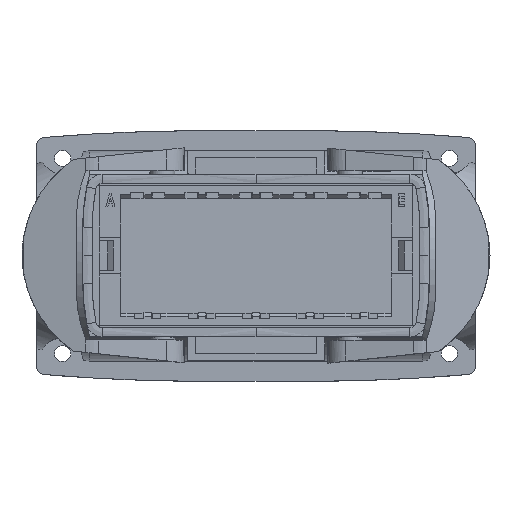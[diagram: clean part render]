
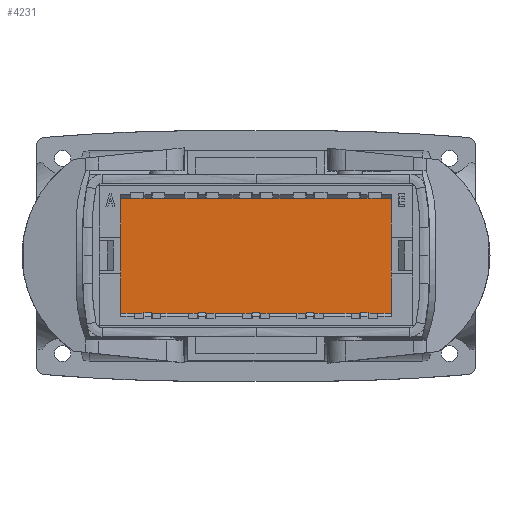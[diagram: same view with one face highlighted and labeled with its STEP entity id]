
A CAD part, top view. The second image highlights one B-rep face of the part: STEP entity #4231.
In plain terms, the highlighted planar face has unit normal (0, 0, 1).
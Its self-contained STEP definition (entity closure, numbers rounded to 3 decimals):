
#4231=ADVANCED_FACE('',(#5352),#4850,.F.);
#4850=PLANE('',#17960);
#5352=FACE_OUTER_BOUND('',#6008,.T.);
#6008=EDGE_LOOP('',(#7189,#7190,#7191,#7192));
#7189=ORIENTED_EDGE('',*,*,#11761,.F.);
#7190=ORIENTED_EDGE('',*,*,#11655,.F.);
#7191=ORIENTED_EDGE('',*,*,#11760,.T.);
#7192=ORIENTED_EDGE('',*,*,#11646,.F.);
#10423=VERTEX_POINT('',#22475);
#10424=VERTEX_POINT('',#22477);
#10429=VERTEX_POINT('',#22492);
#10430=VERTEX_POINT('',#22494);
#11646=EDGE_CURVE('',#10423,#10424,#14135,.T.);
#11655=EDGE_CURVE('',#10429,#10430,#14143,.T.);
#11760=EDGE_CURVE('',#10429,#10424,#14199,.T.);
#11761=EDGE_CURVE('',#10430,#10423,#14200,.T.);
#14135=LINE('',#22476,#15652);
#14143=LINE('',#22493,#15660);
#14199=LINE('',#22730,#15716);
#14200=LINE('',#22732,#15717);
#15652=VECTOR('',#19059,1.);
#15660=VECTOR('',#19073,1.);
#15716=VECTOR('',#19297,1.);
#15717=VECTOR('',#19300,1.);
#17960=AXIS2_PLACEMENT_3D('',#22733,#19301,#19302);
#19059=DIRECTION('',(0.,-1.,0.));
#19073=DIRECTION('',(0.,1.,0.));
#19297=DIRECTION('',(1.,0.,0.));
#19300=DIRECTION('',(1.,0.,0.));
#19301=DIRECTION('',(0.,0.,-1.));
#19302=DIRECTION('',(1.,0.,0.));
#22475=CARTESIAN_POINT('',(42.5,16.589,-73.2));
#22476=CARTESIAN_POINT('',(42.5,19.8,-73.2));
#22477=CARTESIAN_POINT('',(42.5,-16.589,-73.2));
#22492=CARTESIAN_POINT('',(-42.5,-16.589,-73.2));
#22493=CARTESIAN_POINT('',(-42.5,19.8,-73.2));
#22494=CARTESIAN_POINT('',(-42.5,16.589,-73.2));
#22730=CARTESIAN_POINT('',(42.5,-16.589,-73.2));
#22732=CARTESIAN_POINT('',(-46.75,16.589,-73.2));
#22733=CARTESIAN_POINT('',(-46.75,19.8,-73.2));
